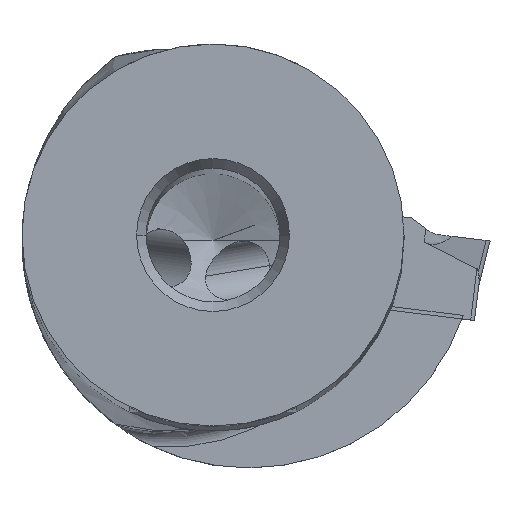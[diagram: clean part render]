
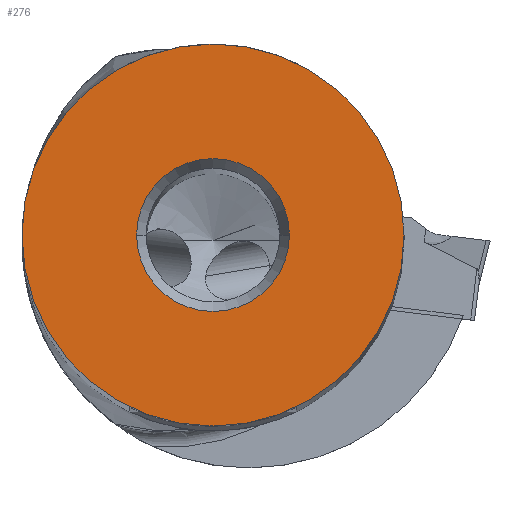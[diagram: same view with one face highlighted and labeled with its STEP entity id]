
A CAD part, top view. The second image highlights one B-rep face of the part: STEP entity #276.
In plain terms, the highlighted planar face has unit normal (0, 0, 1).
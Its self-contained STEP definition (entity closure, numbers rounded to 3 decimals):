
#50=FACE_BOUND('',#595,.T.);
#51=FACE_BOUND('',#596,.T.);
#276=ADVANCED_FACE('',(#50,#51),#341,.T.);
#341=PLANE('',#3103);
#595=EDGE_LOOP('',(#1314,#1315));
#596=EDGE_LOOP('',(#1316,#1317));
#1314=ORIENTED_EDGE('',*,*,#2067,.T.);
#1315=ORIENTED_EDGE('',*,*,#2060,.T.);
#1316=ORIENTED_EDGE('',*,*,#2072,.T.);
#1317=ORIENTED_EDGE('',*,*,#2073,.T.);
#1676=VERTEX_POINT('',#5973);
#1677=VERTEX_POINT('',#5974);
#1686=VERTEX_POINT('',#5997);
#1687=VERTEX_POINT('',#5998);
#2060=EDGE_CURVE('',#1676,#1677,#2357,.T.);
#2067=EDGE_CURVE('',#1677,#1676,#2358,.T.);
#2072=EDGE_CURVE('',#1686,#1687,#2359,.T.);
#2073=EDGE_CURVE('',#1687,#1686,#2360,.T.);
#2357=CIRCLE('',#3093,10.);
#2358=CIRCLE('',#3097,10.);
#2359=CIRCLE('',#3101,4.);
#2360=CIRCLE('',#3102,4.);
#3093=AXIS2_PLACEMENT_3D('',#5972,#3708,#3709);
#3097=AXIS2_PLACEMENT_3D('',#5986,#3720,#3721);
#3101=AXIS2_PLACEMENT_3D('',#5996,#3730,#3731);
#3102=AXIS2_PLACEMENT_3D('',#5999,#3732,#3733);
#3103=AXIS2_PLACEMENT_3D('',#6000,#3734,#3735);
#3708=DIRECTION('',(0.,0.,1.));
#3709=DIRECTION('',(1.,0.,0.));
#3720=DIRECTION('',(0.,0.,1.));
#3721=DIRECTION('',(-1.,0.,0.));
#3730=DIRECTION('',(0.,0.,-1.));
#3731=DIRECTION('',(-1.,0.,0.));
#3732=DIRECTION('',(0.,0.,-1.));
#3733=DIRECTION('',(1.,0.,0.));
#3734=DIRECTION('',(0.,0.,1.));
#3735=DIRECTION('',(-1.,0.,0.));
#5972=CARTESIAN_POINT('',(0.,0.,0.));
#5973=CARTESIAN_POINT('',(10.,0.,0.));
#5974=CARTESIAN_POINT('',(-10.,0.,0.));
#5986=CARTESIAN_POINT('',(0.,0.,0.));
#5996=CARTESIAN_POINT('',(0.,0.,0.));
#5997=CARTESIAN_POINT('',(-4.,0.,0.));
#5998=CARTESIAN_POINT('',(4.,0.,0.));
#5999=CARTESIAN_POINT('',(0.,0.,0.));
#6000=CARTESIAN_POINT('',(0.,0.,0.));
